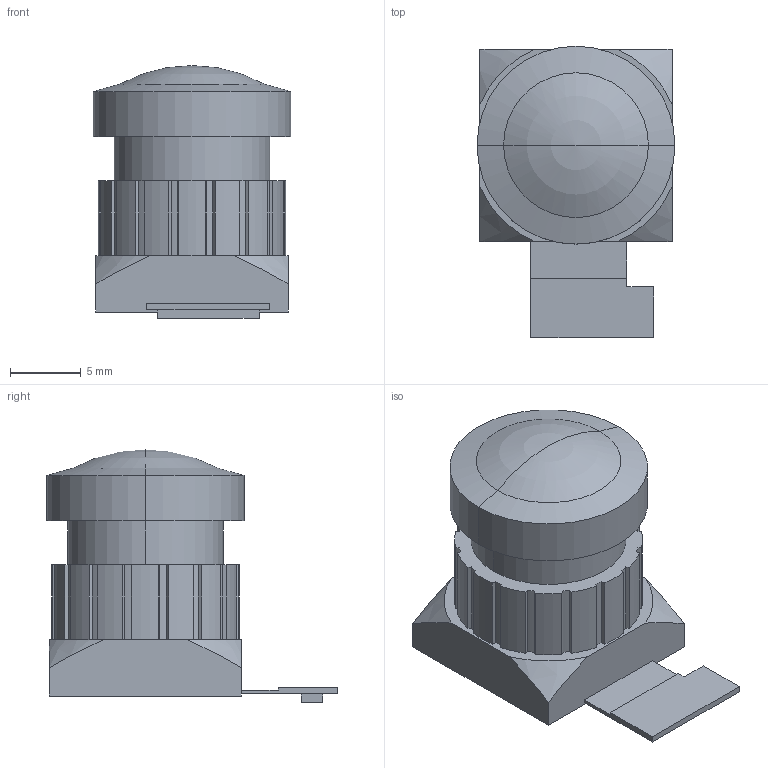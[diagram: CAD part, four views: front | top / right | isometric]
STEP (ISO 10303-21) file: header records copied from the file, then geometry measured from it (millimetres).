
FILE_DESCRIPTION((''),'2;1');
FILE_NAME('27-1','2019-07-29T',('Administrator'),(''),'PRO/ENGINEER BY PARAMETRIC TECHNOLOGY CORPORATION, 2001280','PRO/ENGINEER BY PARAMETRIC TECHNOLOGY CORPORATION, 2001280','');
FILE_SCHEMA(('CONFIG_CONTROL_DESIGN'));
Length unit declared in the file: millimetre
Products named in the file (1): 27-1
Bounding box: 14 x 20.6 x 17.89 mm (x, y, z)
Volume: 2379.3 mm3; surface area: 1314.8 mm2
Topology: 1 solids, 1 shells, 98 faces, 272 edges, 179 vertices
Faces by surface type: plane 54, cylinder 36, bspline 4, cone 2, sphere 2
Entity records: 3340 total; most frequent: CARTESIAN_POINT 747, ORIENTED_EDGE 540, DIRECTION 530, EDGE_CURVE 270, VECTOR 182, LINE 182, VERTEX_POINT 179, AXIS2_PLACEMENT_3D 174
